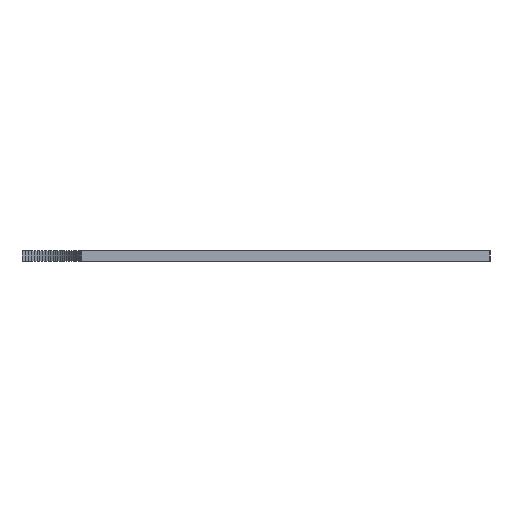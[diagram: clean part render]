
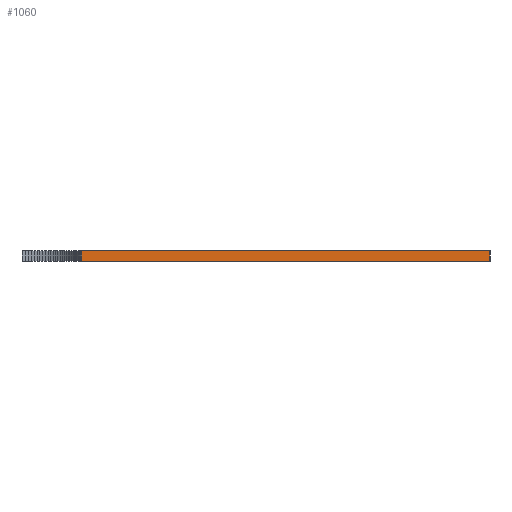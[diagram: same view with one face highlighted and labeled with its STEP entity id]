
A CAD part, left-side view. The second image highlights one B-rep face of the part: STEP entity #1060.
In plain terms, the highlighted planar face has unit normal (-1, 0, 0).
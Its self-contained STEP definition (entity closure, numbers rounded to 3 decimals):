
#1035 = VERTEX_POINT('',#1036);
#1036 = CARTESIAN_POINT('',(0.,-7.,0.625));
#1042 = EDGE_CURVE('',#1043,#1035,#1045,.T.);
#1043 = VERTEX_POINT('',#1044);
#1044 = CARTESIAN_POINT('',(0.,-7.,-0.625));
#1045 = LINE('',#1046,#1047);
#1046 = CARTESIAN_POINT('',(0.,-7.,-0.625));
#1047 = VECTOR('',#1048,1.);
#1048 = DIRECTION('',(0.,0.,1.));
#1060 = ADVANCED_FACE('',(#1061),#1086,.F.);
#1061 = FACE_BOUND('',#1062,.F.);
#1062 = EDGE_LOOP('',(#1063,#1064,#1072,#1080));
#1063 = ORIENTED_EDGE('',*,*,#1042,.T.);
#1064 = ORIENTED_EDGE('',*,*,#1065,.T.);
#1065 = EDGE_CURVE('',#1035,#1066,#1068,.T.);
#1066 = VERTEX_POINT('',#1067);
#1067 = CARTESIAN_POINT('',(0.,-55.,0.625));
#1068 = LINE('',#1069,#1070);
#1069 = CARTESIAN_POINT('',(0.,-7.,0.625));
#1070 = VECTOR('',#1071,1.);
#1071 = DIRECTION('',(0.,-1.,0.));
#1072 = ORIENTED_EDGE('',*,*,#1073,.F.);
#1073 = EDGE_CURVE('',#1074,#1066,#1076,.T.);
#1074 = VERTEX_POINT('',#1075);
#1075 = CARTESIAN_POINT('',(0.,-55.,-0.625));
#1076 = LINE('',#1077,#1078);
#1077 = CARTESIAN_POINT('',(0.,-55.,-0.625));
#1078 = VECTOR('',#1079,1.);
#1079 = DIRECTION('',(0.,0.,1.));
#1080 = ORIENTED_EDGE('',*,*,#1081,.F.);
#1081 = EDGE_CURVE('',#1043,#1074,#1082,.T.);
#1082 = LINE('',#1083,#1084);
#1083 = CARTESIAN_POINT('',(0.,-7.,-0.625));
#1084 = VECTOR('',#1085,1.);
#1085 = DIRECTION('',(0.,-1.,0.));
#1086 = PLANE('',#1087);
#1087 = AXIS2_PLACEMENT_3D('',#1088,#1089,#1090);
#1088 = CARTESIAN_POINT('',(0.,-7.,-0.625));
#1089 = DIRECTION('',(1.,0.,0.));
#1090 = DIRECTION('',(0.,-1.,0.));
